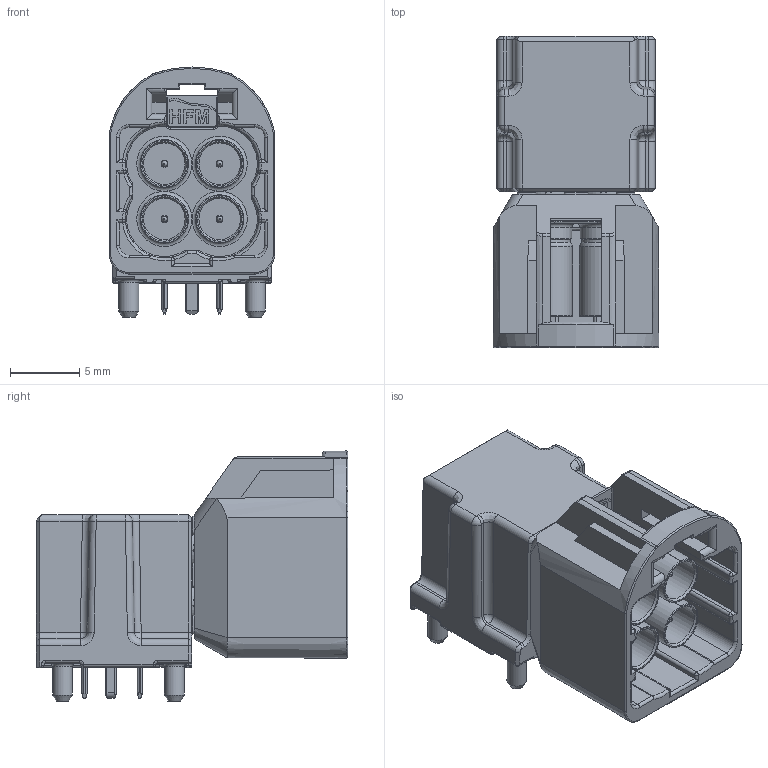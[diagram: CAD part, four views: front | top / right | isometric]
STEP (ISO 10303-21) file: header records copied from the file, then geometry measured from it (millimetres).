
FILE_DESCRIPTION(/* description */ ('STEP AP242'),/* implementation_level */ '2;1');
FILE_NAME(/* name */ 'Molex - 2082440210.step',/* time_stamp */ '2025-11-12T13:51:22Z',/* author */ (''),/* organization */ (''),/* preprocessor_version */ 'ST-DEVELOPER v20.1',/* originating_system */ 'Autodesk Translation Framework v14.17.0.0',/* authorisation */ '');
FILE_SCHEMA (('AUTOMOTIVE_DESIGN { 1 0 10303 214 3 1 1 }'));
Length unit declared in the file: millimetre
Products named in the file (1): 2082440210cm000_03
Bounding box: 12 x 22.55 x 18.1 mm (x, y, z)
Volume: 1991.4 mm3; surface area: 2443.8 mm2
Topology: 1 solids, 1 shells, 1232 faces, 3256 edges, 2030 vertices
Faces by surface type: plane 486, cylinder 342, cone 169, torus 104, bspline 91, sphere 40
Full cylindrical faces by diameter (mm): 1.44 x4, 3 x4, 3.15 x4, 3.4 x4, 3.5 x4
Entity records: 44294 total; most frequent: CARTESIAN_POINT 13320, ORIENTED_EDGE 6456, DIRECTION 6324, EDGE_CURVE 3228, AXIS2_PLACEMENT_3D 2304, VERTEX_POINT 2030, LINE 1716, VECTOR 1716
